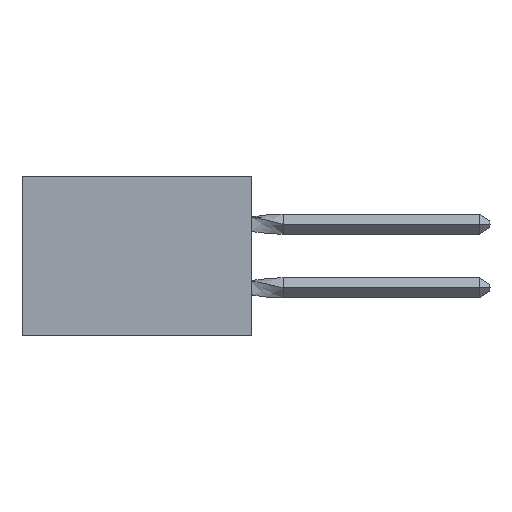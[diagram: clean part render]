
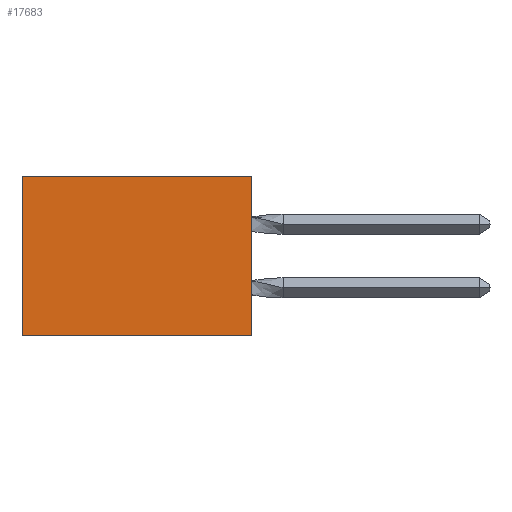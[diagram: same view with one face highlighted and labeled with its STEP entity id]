
A CAD part, left-side view. The second image highlights one B-rep face of the part: STEP entity #17683.
In plain terms, the highlighted planar face has unit normal (-1, 0, 0).
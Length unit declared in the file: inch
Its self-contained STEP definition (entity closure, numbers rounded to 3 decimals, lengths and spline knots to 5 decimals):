
#792 = FACE_OUTER_BOUND ( 'NONE', #19989, .T. ) ;
#1303 = EDGE_CURVE ( 'NONE', #3960, #11569, #20626, .T. ) ;
#2110 = VECTOR ( 'NONE', #11718, 39.37008 ) ;
#2135 = CARTESIAN_POINT ( 'NONE',  ( 0.305, 0., -0.5 ) ) ;
#2510 = VECTOR ( 'NONE', #14004, 39.37008 ) ;
#2847 = VECTOR ( 'NONE', #14239, 39.37008 ) ;
#3460 = CARTESIAN_POINT ( 'NONE',  ( 0.305, 0.72, 0. ) ) ;
#3528 = VECTOR ( 'NONE', #13172, 39.37008 ) ;
#3960 = VERTEX_POINT ( 'NONE', #2135 ) ;
#4363 = CARTESIAN_POINT ( 'NONE',  ( 0.305, 0., 0. ) ) ;
#5941 = CARTESIAN_POINT ( 'NONE',  ( 0.305, 0.72, -0.5 ) ) ;
#6270 = LINE ( 'NONE', #16654, #2110 ) ;
#8621 = ORIENTED_EDGE ( 'NONE', *, *, #20762, .T. ) ;
#8663 = ORIENTED_EDGE ( 'NONE', *, *, #1303, .F. ) ;
#10405 = ORIENTED_EDGE ( 'NONE', *, *, #12807, .F. ) ;
#11237 = VERTEX_POINT ( 'NONE', #3460 ) ;
#11503 = DIRECTION ( 'NONE',  ( 0., 0., -1. ) ) ;
#11569 = VERTEX_POINT ( 'NONE', #20936 ) ;
#11668 = CARTESIAN_POINT ( 'NONE',  ( 0.305, 0., 0. ) ) ;
#11718 = DIRECTION ( 'NONE',  ( 0., 0., -1. ) ) ;
#12707 = LINE ( 'NONE', #5941, #2847 ) ;
#12807 = EDGE_CURVE ( 'NONE', #16891, #3960, #6270, .T. ) ;
#13172 = DIRECTION ( 'NONE',  ( 0., 1., 0. ) ) ;
#14004 = DIRECTION ( 'NONE',  ( 0., 1., 0. ) ) ;
#14239 = DIRECTION ( 'NONE',  ( 0., 0., -1. ) ) ;
#14614 = DIRECTION ( 'NONE',  ( 1., 0., 0. ) ) ;
#15103 = AXIS2_PLACEMENT_3D ( 'NONE', #21144, #14614, #11503 ) ;
#16654 = CARTESIAN_POINT ( 'NONE',  ( 0.305, 0., -0.5 ) ) ;
#16891 = VERTEX_POINT ( 'NONE', #4363 ) ;
#17256 = LINE ( 'NONE', #11668, #3528 ) ;
#17271 = ORIENTED_EDGE ( 'NONE', *, *, #18887, .T. ) ;
#17683 = ADVANCED_FACE ( 'NONE', ( #792 ), #19493, .F. ) ;
#18887 = EDGE_CURVE ( 'NONE', #11237, #11569, #12707, .T. ) ;
#19493 = PLANE ( 'NONE',  #15103 ) ;
#19989 = EDGE_LOOP ( 'NONE', ( #17271, #8663, #10405, #8621 ) ) ;
#20626 = LINE ( 'NONE', #20831, #2510 ) ;
#20762 = EDGE_CURVE ( 'NONE', #16891, #11237, #17256, .T. ) ;
#20831 = CARTESIAN_POINT ( 'NONE',  ( 0.305, 0., -0.5 ) ) ;
#20936 = CARTESIAN_POINT ( 'NONE',  ( 0.305, 0.72, -0.5 ) ) ;
#21144 = CARTESIAN_POINT ( 'NONE',  ( 0.305, 0., -0.5 ) ) ;
